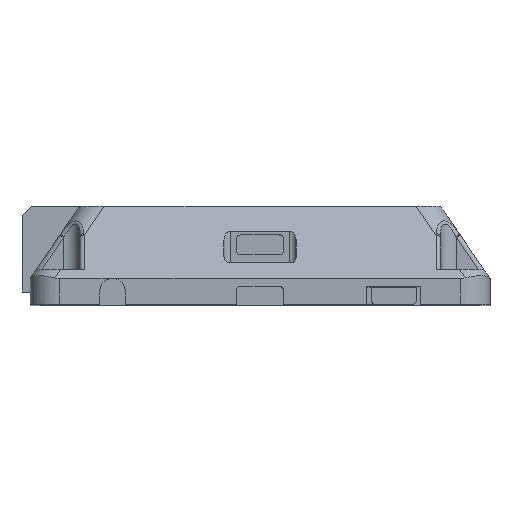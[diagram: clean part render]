
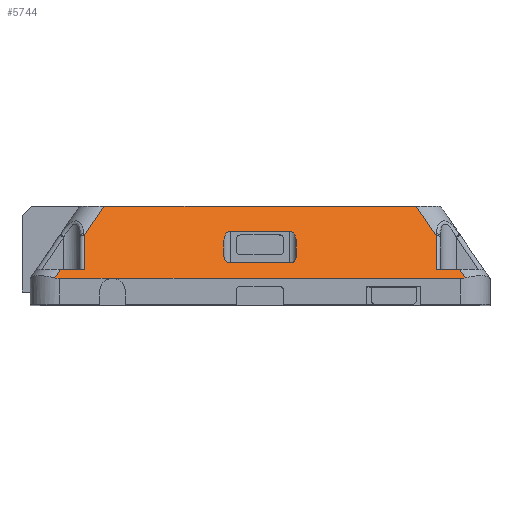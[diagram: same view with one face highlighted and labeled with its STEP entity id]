
A CAD part, top view. The second image highlights one B-rep face of the part: STEP entity #5744.
In plain terms, the highlighted planar face has unit normal (0, 0.555, 0.832).
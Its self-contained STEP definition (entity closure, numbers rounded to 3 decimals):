
#494=ELLIPSE('',#6107,2.52,1.4);
#495=ELLIPSE('',#6108,2.52,1.4);
#496=ELLIPSE('',#6109,1.684,1.4);
#497=ELLIPSE('',#6110,1.684,1.4);
#498=ELLIPSE('',#6111,3.367,2.8);
#499=ELLIPSE('',#6112,11.7,6.5);
#500=ELLIPSE('',#6113,11.7,6.5);
#703=ORIENTED_EDGE('',*,*,#2459,.F.);
#704=ORIENTED_EDGE('',*,*,#2460,.T.);
#705=ORIENTED_EDGE('',*,*,#2461,.T.);
#706=ORIENTED_EDGE('',*,*,#2462,.T.);
#707=ORIENTED_EDGE('',*,*,#2463,.F.);
#708=ORIENTED_EDGE('',*,*,#2464,.T.);
#709=ORIENTED_EDGE('',*,*,#2465,.F.);
#710=ORIENTED_EDGE('',*,*,#2466,.T.);
#711=ORIENTED_EDGE('',*,*,#2467,.T.);
#712=ORIENTED_EDGE('',*,*,#2468,.T.);
#713=ORIENTED_EDGE('',*,*,#2469,.T.);
#714=ORIENTED_EDGE('',*,*,#2470,.T.);
#715=ORIENTED_EDGE('',*,*,#2471,.T.);
#716=ORIENTED_EDGE('',*,*,#2472,.F.);
#717=ORIENTED_EDGE('',*,*,#2473,.T.);
#718=ORIENTED_EDGE('',*,*,#2474,.T.);
#719=ORIENTED_EDGE('',*,*,#2475,.F.);
#720=ORIENTED_EDGE('',*,*,#2476,.T.);
#721=ORIENTED_EDGE('',*,*,#2477,.T.);
#722=ORIENTED_EDGE('',*,*,#2478,.T.);
#723=ORIENTED_EDGE('',*,*,#2479,.T.);
#724=ORIENTED_EDGE('',*,*,#2480,.T.);
#2459=EDGE_CURVE('',#3335,#3336,#3908,.T.);
#2460=EDGE_CURVE('',#3335,#3337,#494,.F.);
#2461=EDGE_CURVE('',#3337,#3338,#3909,.T.);
#2462=EDGE_CURVE('',#3338,#3339,#495,.F.);
#2463=EDGE_CURVE('',#3340,#3339,#3910,.T.);
#2464=EDGE_CURVE('',#3340,#3341,#496,.F.);
#2465=EDGE_CURVE('',#3342,#3341,#3911,.T.);
#2466=EDGE_CURVE('',#3342,#3336,#497,.F.);
#2467=EDGE_CURVE('',#3343,#3344,#3912,.T.);
#2468=EDGE_CURVE('',#3344,#3345,#498,.F.);
#2469=EDGE_CURVE('',#3345,#3346,#3913,.T.);
#2470=EDGE_CURVE('',#3346,#3347,#499,.T.);
#2471=EDGE_CURVE('',#3347,#3348,#3914,.T.);
#2472=EDGE_CURVE('',#3349,#3348,#3915,.T.);
#2473=EDGE_CURVE('',#3349,#3350,#3916,.T.);
#2474=EDGE_CURVE('',#3350,#3351,#3917,.T.);
#2475=EDGE_CURVE('',#3352,#3351,#3918,.F.);
#2476=EDGE_CURVE('',#3352,#3353,#3919,.F.);
#2477=EDGE_CURVE('',#3353,#3354,#3920,.F.);
#2478=EDGE_CURVE('',#3354,#3355,#3921,.T.);
#2479=EDGE_CURVE('',#3355,#3356,#3922,.F.);
#2480=EDGE_CURVE('',#3356,#3343,#500,.T.);
#3335=VERTEX_POINT('',#8500);
#3336=VERTEX_POINT('',#8501);
#3337=VERTEX_POINT('',#8503);
#3338=VERTEX_POINT('',#8505);
#3339=VERTEX_POINT('',#8507);
#3340=VERTEX_POINT('',#8509);
#3341=VERTEX_POINT('',#8511);
#3342=VERTEX_POINT('',#8513);
#3343=VERTEX_POINT('',#8516);
#3344=VERTEX_POINT('',#8517);
#3345=VERTEX_POINT('',#8519);
#3346=VERTEX_POINT('',#8521);
#3347=VERTEX_POINT('',#8523);
#3348=VERTEX_POINT('',#8525);
#3349=VERTEX_POINT('',#8527);
#3350=VERTEX_POINT('',#8529);
#3351=VERTEX_POINT('',#8531);
#3352=VERTEX_POINT('',#8533);
#3353=VERTEX_POINT('',#8535);
#3354=VERTEX_POINT('',#8537);
#3355=VERTEX_POINT('',#8539);
#3356=VERTEX_POINT('',#8541);
#3908=LINE('',#8499,#4399);
#3909=LINE('',#8504,#4400);
#3910=LINE('',#8508,#4401);
#3911=LINE('',#8512,#4402);
#3912=LINE('',#8515,#4403);
#3913=LINE('',#8520,#4404);
#3914=LINE('',#8524,#4405);
#3915=LINE('',#8526,#4406);
#3916=LINE('',#8528,#4407);
#3917=LINE('',#8530,#4408);
#3918=LINE('',#8532,#4409);
#3919=LINE('',#8534,#4410);
#3920=LINE('',#8536,#4411);
#3921=LINE('',#8538,#4412);
#3922=LINE('',#8540,#4413);
#4399=VECTOR('',#6811,1000.);
#4400=VECTOR('',#6814,1000.);
#4401=VECTOR('',#6817,1000.);
#4402=VECTOR('',#6820,1000.);
#4403=VECTOR('',#6823,1000.);
#4404=VECTOR('',#6826,1000.);
#4405=VECTOR('',#6829,1000.);
#4406=VECTOR('',#6830,1000.);
#4407=VECTOR('',#6831,1000.);
#4408=VECTOR('',#6832,1000.);
#4409=VECTOR('',#6833,1000.);
#4410=VECTOR('',#6834,1000.);
#4411=VECTOR('',#6835,1000.);
#4412=VECTOR('',#6836,1000.);
#4413=VECTOR('',#6837,1000.);
#4809=EDGE_LOOP('',(#703,#704,#705,#706,#707,#708,#709,#710));
#4810=EDGE_LOOP('',(#711,#712,#713,#714,#715,#716,#717,#718,#719,#720,#721,
#722,#723,#724));
#5196=FACE_BOUND('',#4809,.T.);
#5197=FACE_BOUND('',#4810,.T.);
#5580=PLANE('',#6106);
#5744=ADVANCED_FACE('',(#5196,#5197),#5580,.T.);
#6106=AXIS2_PLACEMENT_3D('',#8498,#6809,#6810);
#6107=AXIS2_PLACEMENT_3D('',#8502,#6812,#6813);
#6108=AXIS2_PLACEMENT_3D('',#8506,#6815,#6816);
#6109=AXIS2_PLACEMENT_3D('',#8510,#6818,#6819);
#6110=AXIS2_PLACEMENT_3D('',#8514,#6821,#6822);
#6111=AXIS2_PLACEMENT_3D('',#8518,#6824,#6825);
#6112=AXIS2_PLACEMENT_3D('',#8522,#6827,#6828);
#6113=AXIS2_PLACEMENT_3D('',#8542,#6838,#6839);
#6809=DIRECTION('',(0.,0.556,0.831));
#6810=DIRECTION('',(0.,-0.831,0.556));
#6811=DIRECTION('',(0.,-0.831,0.556));
#6812=DIRECTION('',(0.,0.556,0.831));
#6813=DIRECTION('',(0.,-0.831,0.556));
#6814=DIRECTION('',(1.,0.,0.));
#6815=DIRECTION('',(0.,0.556,0.831));
#6816=DIRECTION('',(0.,0.831,-0.556));
#6817=DIRECTION('',(0.,0.831,-0.556));
#6818=DIRECTION('',(0.,0.556,0.831));
#6819=DIRECTION('',(0.,0.831,-0.556));
#6820=DIRECTION('',(1.,0.,0.));
#6821=DIRECTION('',(0.,0.556,0.831));
#6822=DIRECTION('',(0.,0.831,-0.556));
#6823=DIRECTION('',(1.,0.,0.));
#6824=DIRECTION('',(0.,0.556,0.831));
#6825=DIRECTION('',(0.,-0.831,0.556));
#6826=DIRECTION('',(1.,0.,0.));
#6827=DIRECTION('',(0.,0.556,0.831));
#6828=DIRECTION('',(0.,0.831,-0.556));
#6829=DIRECTION('',(-0.495,0.723,-0.483));
#6830=DIRECTION('',(1.,0.,0.));
#6831=DIRECTION('',(0.,0.831,-0.556));
#6832=DIRECTION('',(-0.495,0.723,-0.483));
#6833=DIRECTION('',(-1.,0.,0.));
#6834=DIRECTION('',(0.495,0.723,-0.483));
#6835=DIRECTION('',(0.,0.831,-0.556));
#6836=DIRECTION('',(-1.,0.,0.));
#6837=DIRECTION('',(0.495,0.723,-0.483));
#6838=DIRECTION('',(0.,0.556,0.831));
#6839=DIRECTION('',(0.,0.831,-0.556));
#8498=CARTESIAN_POINT('',(0.,39.582,59.244));
#8499=CARTESIAN_POINT('',(-8.,39.582,59.244));
#8500=CARTESIAN_POINT('',(-8.,8.382,80.09));
#8501=CARTESIAN_POINT('',(-8.,4.85,82.45));
#8502=CARTESIAN_POINT('',(-6.6,8.382,80.09));
#8503=CARTESIAN_POINT('',(-6.6,10.477,78.69));
#8504=CARTESIAN_POINT('',(0.,10.477,78.69));
#8505=CARTESIAN_POINT('',(6.6,10.477,78.69));
#8506=CARTESIAN_POINT('',(6.6,8.382,80.09));
#8507=CARTESIAN_POINT('',(8.,8.382,80.09));
#8508=CARTESIAN_POINT('',(8.,39.582,59.244));
#8509=CARTESIAN_POINT('',(8.,4.85,82.45));
#8510=CARTESIAN_POINT('',(6.6,4.85,82.45));
#8511=CARTESIAN_POINT('',(6.6,3.45,83.385));
#8512=CARTESIAN_POINT('',(0.,3.45,83.385));
#8513=CARTESIAN_POINT('',(-6.6,3.45,83.385));
#8514=CARTESIAN_POINT('',(-6.6,4.85,82.45));
#8515=CARTESIAN_POINT('',(-50.95,0.,85.69));
#8516=CARTESIAN_POINT('',(-44.45,0.,85.69));
#8517=CARTESIAN_POINT('',(-33.227,0.,85.69));
#8518=CARTESIAN_POINT('',(-32.7,-2.75,87.527));
#8519=CARTESIAN_POINT('',(-32.173,0.,85.69));
#8520=CARTESIAN_POINT('',(-50.95,0.,85.69));
#8521=CARTESIAN_POINT('',(44.45,0.,85.69));
#8522=CARTESIAN_POINT('',(44.45,9.729,79.19));
#8523=CARTESIAN_POINT('',(45.463,0.119,85.611));
#8524=CARTESIAN_POINT('',(13.941,46.179,54.837));
#8525=CARTESIAN_POINT('',(44.176,2.,84.354));
#8526=CARTESIAN_POINT('',(0.,2.,84.354));
#8527=CARTESIAN_POINT('',(39.,2.,84.354));
#8528=CARTESIAN_POINT('',(39.,39.582,59.244));
#8529=CARTESIAN_POINT('',(39.,9.563,79.301));
#8530=CARTESIAN_POINT('',(13.941,46.179,54.837));
#8531=CARTESIAN_POINT('',(34.595,16.,75.));
#8532=CARTESIAN_POINT('',(40.,16.,75.));
#8533=CARTESIAN_POINT('',(-34.595,16.,75.));
#8534=CARTESIAN_POINT('',(-13.941,46.179,54.837));
#8535=CARTESIAN_POINT('',(-39.,9.563,79.301));
#8536=CARTESIAN_POINT('',(-39.,2.,84.354));
#8537=CARTESIAN_POINT('',(-39.,2.,84.354));
#8538=CARTESIAN_POINT('',(0.,2.,84.354));
#8539=CARTESIAN_POINT('',(-44.176,2.,84.354));
#8540=CARTESIAN_POINT('',(-13.941,46.179,54.837));
#8541=CARTESIAN_POINT('',(-45.463,0.119,85.611));
#8542=CARTESIAN_POINT('',(-44.45,9.729,79.19));
